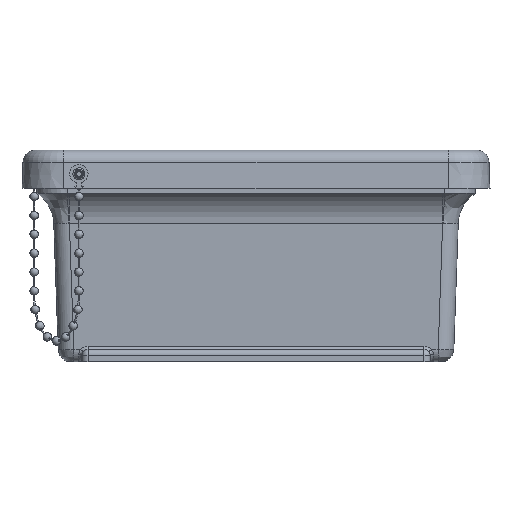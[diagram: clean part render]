
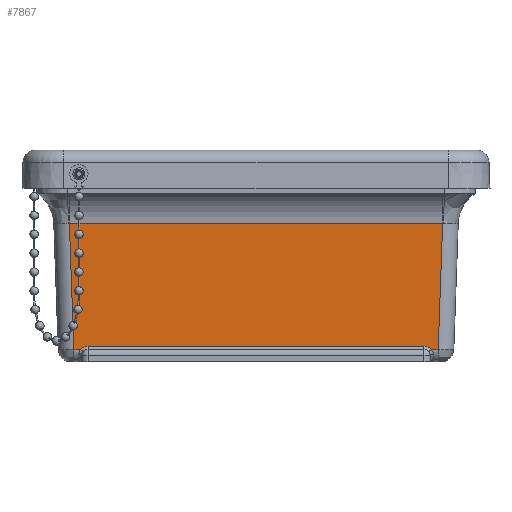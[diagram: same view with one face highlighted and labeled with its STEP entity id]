
A CAD part, front view. The second image highlights one B-rep face of the part: STEP entity #7867.
In plain terms, the highlighted face is planar.
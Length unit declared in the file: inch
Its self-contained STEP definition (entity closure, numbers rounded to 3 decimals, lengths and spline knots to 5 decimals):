
#290=PLANE($,#8423);
#565=LINE($,#12345,#1109);
#570=LINE($,#12658,#1114);
#572=LINE($,#12664,#1116);
#573=LINE($,#12666,#1117);
#574=LINE($,#12668,#1118);
#575=LINE($,#12669,#1119);
#1109=VECTOR($,#9470,6.75);
#1114=VECTOR($,#9511,0.13708);
#1116=VECTOR($,#9517,0.13708);
#1117=VECTOR($,#9518,2.54378);
#1118=VECTOR($,#9519,7.50048);
#1119=VECTOR($,#9520,2.54378);
#1844=FACE_OUTER_BOUND($,#2341,.T.);
#2341=EDGE_LOOP($,(#5526,#5527,#5528,#5529,#5530,#5531,#5532,#5533));
#2967=ELLIPSE($,#8406,0.18811,0.188);
#2968=ELLIPSE($,#8408,0.18811,0.188);
#3548=VERTEX_POINT($,#12338);
#3551=VERTEX_POINT($,#12343);
#3552=VERTEX_POINT($,#12402);
#3555=VERTEX_POINT($,#12464);
#3567=VERTEX_POINT($,#12657);
#3569=VERTEX_POINT($,#12663);
#3570=VERTEX_POINT($,#12665);
#3571=VERTEX_POINT($,#12667);
#4303=EDGE_CURVE($,#3551,#3548,#565,.T.);
#4306=EDGE_CURVE($,#3548,#3552,#2967,.T.);
#4308=EDGE_CURVE($,#3555,#3551,#2968,.T.);
#4327=EDGE_CURVE($,#3552,#3567,#570,.T.);
#4330=EDGE_CURVE($,#3555,#3569,#572,.T.);
#4331=EDGE_CURVE($,#3570,#3569,#573,.T.);
#4332=EDGE_CURVE($,#3571,#3570,#574,.T.);
#4333=EDGE_CURVE($,#3567,#3571,#575,.T.);
#5526=ORIENTED_EDGE($,*,*,#4306,.F.);
#5527=ORIENTED_EDGE($,*,*,#4303,.F.);
#5528=ORIENTED_EDGE($,*,*,#4308,.F.);
#5529=ORIENTED_EDGE($,*,*,#4330,.T.);
#5530=ORIENTED_EDGE($,*,*,#4331,.F.);
#5531=ORIENTED_EDGE($,*,*,#4332,.F.);
#5532=ORIENTED_EDGE($,*,*,#4333,.F.);
#5533=ORIENTED_EDGE($,*,*,#4327,.F.);
#7867=ADVANCED_FACE($,(#1844),#290,.T.);
#8406=AXIS2_PLACEMENT_3D($,#12406,#9475,#9476);
#8408=AXIS2_PLACEMENT_3D($,#12466,#9479,#9480);
#8423=AXIS2_PLACEMENT_3D($,#12662,#9515,#9516);
#9470=DIRECTION($,(-1.,0.,0.));
#9475=DIRECTION('center_axis',(0.,-0.035,0.999));
#9476=DIRECTION('ref_axis',(0.,0.999,0.035));
#9479=DIRECTION('center_axis',(0.,-0.035,0.999));
#9480=DIRECTION('ref_axis',(0.,0.999,0.035));
#9511=DIRECTION($,(-1.,0.,0.));
#9515=DIRECTION('center_axis',(0.,-0.035,0.999));
#9516=DIRECTION('ref_axis',(1.,0.,0.));
#9517=DIRECTION($,(1.,0.,0.));
#9518=DIRECTION($,(-0.035,-0.999,-0.035));
#9519=DIRECTION($,(1.,0.,0.));
#9520=DIRECTION($,(-0.035,0.999,0.035));
#12338=CARTESIAN_POINT('',(-3.375,0.3152,4.98491));
#12343=CARTESIAN_POINT('',(3.375,0.3152,4.98491));
#12345=CARTESIAN_POINT($,(3.375,0.3152,4.98491));
#12402=CARTESIAN_POINT('',(-3.52443,0.24128,4.98233));
#12406=CARTESIAN_POINT('Origin',(-3.375,0.1272,4.97834));
#12464=CARTESIAN_POINT('',(3.52443,0.24128,4.98233));
#12466=CARTESIAN_POINT('Origin',(3.375,0.1272,4.97834));
#12657=CARTESIAN_POINT('',(-3.66152,0.24128,4.98233));
#12658=CARTESIAN_POINT($,(-3.52443,0.24128,4.98233));
#12662=CARTESIAN_POINT('Origin',(3.9669,0.,4.9739));
#12663=CARTESIAN_POINT('',(3.66152,0.24128,4.98233));
#12664=CARTESIAN_POINT($,(3.52443,0.24128,4.98233));
#12665=CARTESIAN_POINT('',(3.75024,2.78196,5.07105));
#12666=CARTESIAN_POINT($,(3.75024,2.78196,5.07105));
#12667=CARTESIAN_POINT('',(-3.75024,2.78196,5.07105));
#12668=CARTESIAN_POINT($,(-3.75024,2.78196,5.07105));
#12669=CARTESIAN_POINT($,(-3.66152,0.24128,4.98233));
